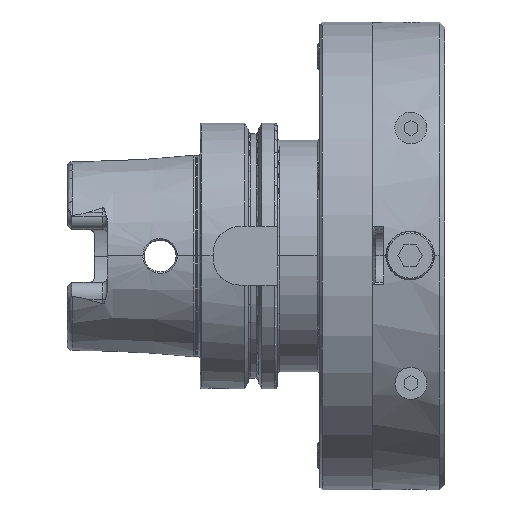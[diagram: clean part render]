
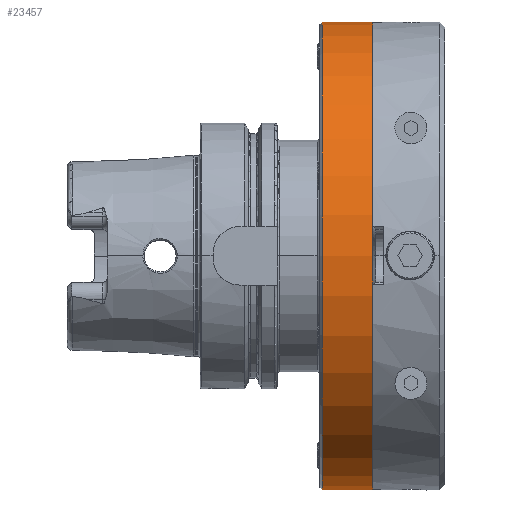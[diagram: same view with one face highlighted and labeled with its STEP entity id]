
A CAD part, top view. The second image highlights one B-rep face of the part: STEP entity #23457.
In plain terms, the highlighted cylindrical face has radius 88 mm (diameter 176 mm), a partial arc.
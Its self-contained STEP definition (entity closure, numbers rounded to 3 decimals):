
#231 = VERTEX_POINT ( 'NONE', #241 ) ;
#241 = CARTESIAN_POINT ( 'NONE',  ( 46., -88., 0. ) ) ;
#2617 = CARTESIAN_POINT ( 'NONE',  ( 155.852, -88., 0. ) ) ;
#3823 = DIRECTION ( 'NONE',  ( 0., 1., 0. ) ) ;
#4348 = DIRECTION ( 'NONE',  ( 0., 1., 0. ) ) ;
#4660 = EDGE_CURVE ( 'NONE', #15539, #12697, #12151, .T. ) ;
#5499 = EDGE_CURVE ( 'NONE', #231, #5974, #18015, .T. ) ;
#5911 = CARTESIAN_POINT ( 'NONE',  ( 46., 0., 0. ) ) ;
#5974 = VERTEX_POINT ( 'NONE', #20467 ) ;
#6010 = CARTESIAN_POINT ( 'NONE',  ( 65., 0., 0. ) ) ;
#6041 = ORIENTED_EDGE ( 'NONE', *, *, #4660, .F. ) ;
#6332 = ORIENTED_EDGE ( 'NONE', *, *, #5499, .T. ) ;
#7145 = FACE_OUTER_BOUND ( 'NONE', #17684, .T. ) ;
#8425 = VECTOR ( 'NONE', #20256, 1000. ) ;
#8463 = AXIS2_PLACEMENT_3D ( 'NONE', #6010, #24181, #4348 ) ;
#9836 = DIRECTION ( 'NONE',  ( 1., 0., 0. ) ) ;
#10263 = CARTESIAN_POINT ( 'NONE',  ( 65., 88., 0. ) ) ;
#12151 = LINE ( 'NONE', #25526, #15239 ) ;
#12697 = VERTEX_POINT ( 'NONE', #10263 ) ;
#13483 = ORIENTED_EDGE ( 'NONE', *, *, #15466, .T. ) ;
#14344 = CIRCLE ( 'NONE', #20692, 88. ) ;
#15239 = VECTOR ( 'NONE', #9836, 1000. ) ;
#15466 = EDGE_CURVE ( 'NONE', #15539, #231, #14344, .T. ) ;
#15539 = VERTEX_POINT ( 'NONE', #17561 ) ;
#16667 = CARTESIAN_POINT ( 'NONE',  ( 155.852, 0., 0. ) ) ;
#17044 = CYLINDRICAL_SURFACE ( 'NONE', #20288, 88. ) ;
#17561 = CARTESIAN_POINT ( 'NONE',  ( 46., 88., 0. ) ) ;
#17684 = EDGE_LOOP ( 'NONE', ( #13483, #6332, #23340, #6041 ) ) ;
#17930 = CIRCLE ( 'NONE', #8463, 88. ) ;
#18015 = LINE ( 'NONE', #2617, #8425 ) ;
#18554 = DIRECTION ( 'NONE',  ( 1., 0., 0. ) ) ;
#19755 = DIRECTION ( 'NONE',  ( 1., 0., 0. ) ) ;
#20256 = DIRECTION ( 'NONE',  ( 1., 0., 0. ) ) ;
#20288 = AXIS2_PLACEMENT_3D ( 'NONE', #16667, #18554, #24330 ) ;
#20467 = CARTESIAN_POINT ( 'NONE',  ( 65., -88., 0. ) ) ;
#20692 = AXIS2_PLACEMENT_3D ( 'NONE', #5911, #19755, #3823 ) ;
#23340 = ORIENTED_EDGE ( 'NONE', *, *, #24682, .F. ) ;
#23457 = ADVANCED_FACE ( 'NONE', ( #7145 ), #17044, .T. ) ;
#24181 = DIRECTION ( 'NONE',  ( 1., 0., 0. ) ) ;
#24330 = DIRECTION ( 'NONE',  ( 0., 1., 0. ) ) ;
#24682 = EDGE_CURVE ( 'NONE', #12697, #5974, #17930, .T. ) ;
#25526 = CARTESIAN_POINT ( 'NONE',  ( 155.852, 88., 0. ) ) ;
